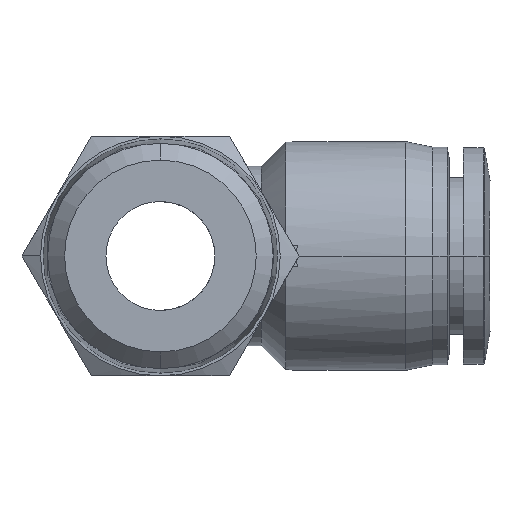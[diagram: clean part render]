
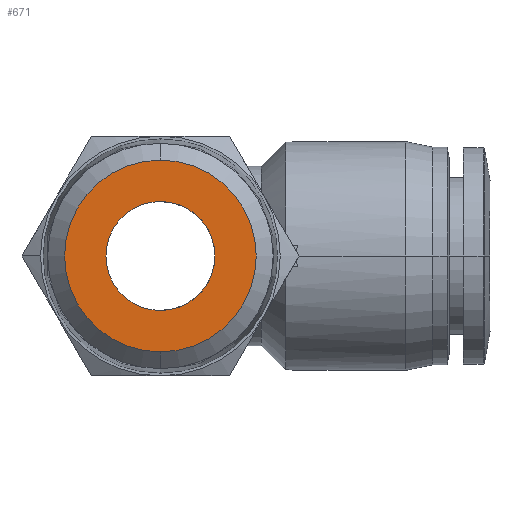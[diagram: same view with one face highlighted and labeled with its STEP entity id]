
A CAD part, front view. The second image highlights one B-rep face of the part: STEP entity #671.
In plain terms, the highlighted planar face has unit normal (0, -1, 0).
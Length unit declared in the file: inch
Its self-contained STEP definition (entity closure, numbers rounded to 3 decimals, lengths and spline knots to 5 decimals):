
#42 = PLANE ( 'NONE',  #2018 ) ;
#201 = EDGE_CURVE ( 'NONE', #3970, #4432, #2047, .T. ) ;
#280 = CIRCLE ( 'NONE', #1082, 0.34633 ) ;
#671 = ADVANCED_FACE ( 'NONE', ( #5766, #1646 ), #42, .T. ) ;
#682 = AXIS2_PLACEMENT_3D ( 'NONE', #4013, #1400, #4483 ) ;
#735 = VERTEX_POINT ( 'NONE', #1769 ) ;
#796 = CARTESIAN_POINT ( 'NONE',  ( 0., -0.80709, 0. ) ) ;
#888 = ORIENTED_EDGE ( 'NONE', *, *, #1762, .T. ) ;
#959 = ORIENTED_EDGE ( 'NONE', *, *, #201, .T. ) ;
#1077 = AXIS2_PLACEMENT_3D ( 'NONE', #796, #3827, #1232 ) ;
#1082 = AXIS2_PLACEMENT_3D ( 'NONE', #4724, #2044, #5191 ) ;
#1232 = DIRECTION ( 'NONE',  ( 0., 0., 1. ) ) ;
#1400 = DIRECTION ( 'NONE',  ( 0., 1., 0. ) ) ;
#1646 = FACE_OUTER_BOUND ( 'NONE', #4743, .T. ) ;
#1762 = EDGE_CURVE ( 'NONE', #4571, #735, #280, .T. ) ;
#1769 = CARTESIAN_POINT ( 'NONE',  ( 0., -0.80709, 0.34633 ) ) ;
#2018 = AXIS2_PLACEMENT_3D ( 'NONE', #4202, #4604, #4466 ) ;
#2044 = DIRECTION ( 'NONE',  ( 0., -1., 0. ) ) ;
#2047 = CIRCLE ( 'NONE', #3616, 0.19685 ) ;
#2921 = CARTESIAN_POINT ( 'NONE',  ( 0., -0.80709, -0.34633 ) ) ;
#3028 = EDGE_CURVE ( 'NONE', #4432, #3970, #5373, .T. ) ;
#3160 = CIRCLE ( 'NONE', #1077, 0.34633 ) ;
#3546 = ORIENTED_EDGE ( 'NONE', *, *, #3028, .T. ) ;
#3616 = AXIS2_PLACEMENT_3D ( 'NONE', #5608, #5601, #5588 ) ;
#3827 = DIRECTION ( 'NONE',  ( 0., -1., 0. ) ) ;
#3970 = VERTEX_POINT ( 'NONE', #4415 ) ;
#4013 = CARTESIAN_POINT ( 'NONE',  ( 0., -0.80709, 0. ) ) ;
#4202 = CARTESIAN_POINT ( 'NONE',  ( -0.17317, -0.80709, 0. ) ) ;
#4415 = CARTESIAN_POINT ( 'NONE',  ( -0.19685, -0.80709, 0. ) ) ;
#4432 = VERTEX_POINT ( 'NONE', #5579 ) ;
#4466 = DIRECTION ( 'NONE',  ( 0., 0., -1. ) ) ;
#4483 = DIRECTION ( 'NONE',  ( -1., 0., 0. ) ) ;
#4571 = VERTEX_POINT ( 'NONE', #2921 ) ;
#4604 = DIRECTION ( 'NONE',  ( 0., -1., 0. ) ) ;
#4610 = EDGE_LOOP ( 'NONE', ( #959, #3546 ) ) ;
#4724 = CARTESIAN_POINT ( 'NONE',  ( 0., -0.80709, 0. ) ) ;
#4736 = ORIENTED_EDGE ( 'NONE', *, *, #4944, .T. ) ;
#4743 = EDGE_LOOP ( 'NONE', ( #4736, #888 ) ) ;
#4944 = EDGE_CURVE ( 'NONE', #735, #4571, #3160, .T. ) ;
#5191 = DIRECTION ( 'NONE',  ( 0., 0., 1. ) ) ;
#5373 = CIRCLE ( 'NONE', #682, 0.19685 ) ;
#5579 = CARTESIAN_POINT ( 'NONE',  ( 0.19685, -0.80709, 0. ) ) ;
#5588 = DIRECTION ( 'NONE',  ( -1., 0., 0. ) ) ;
#5601 = DIRECTION ( 'NONE',  ( 0., 1., 0. ) ) ;
#5608 = CARTESIAN_POINT ( 'NONE',  ( 0., -0.80709, 0. ) ) ;
#5766 = FACE_BOUND ( 'NONE', #4610, .T. ) ;
